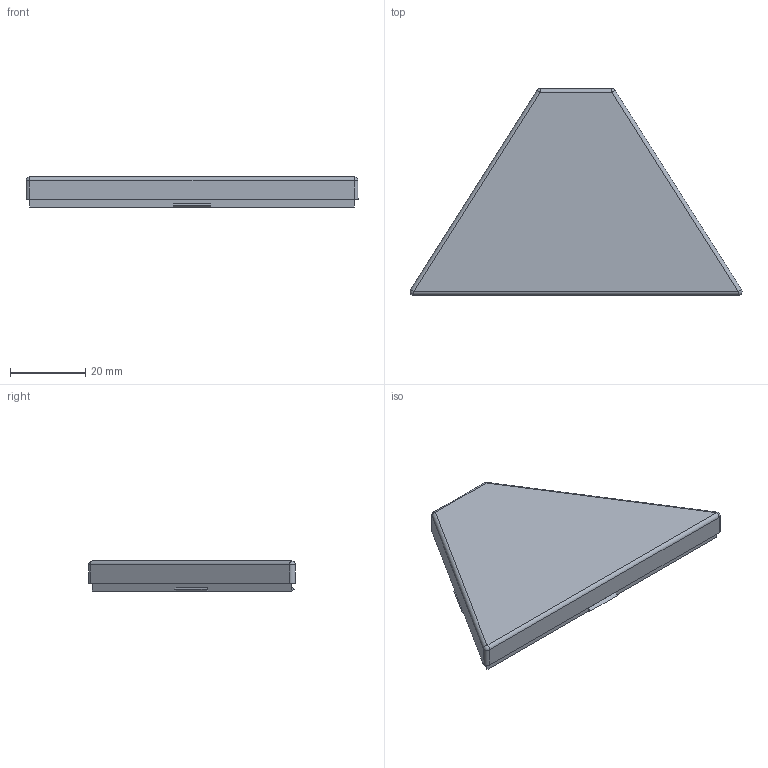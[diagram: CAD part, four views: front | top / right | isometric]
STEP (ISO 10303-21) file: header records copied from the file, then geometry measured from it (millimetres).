
FILE_DESCRIPTION((''),'2;1');
FILE_NAME('PRT00011111','2020-01-11T',('3D'),(''),'PRO/ENGINEER BY PARAMETRIC TECHNOLOGY CORPORATION, 2008380','PRO/ENGINEER BY PARAMETRIC TECHNOLOGY CORPORATION, 2008380','');
FILE_SCHEMA(('CONFIG_CONTROL_DESIGN'));
Length unit declared in the file: millimetre
Products named in the file (1): PRT00011111
Bounding box: 88.36 x 55 x 8 mm (x, y, z)
Volume: 8314 mm3; surface area: 9202.6 mm2
Topology: 1 solids, 1 shells, 40 faces, 90 edges, 54 vertices
Faces by surface type: plane 28, cylinder 8, sphere 4
Entity records: 1124 total; most frequent: DIRECTION 186, CARTESIAN_POINT 184, ORIENTED_EDGE 180, EDGE_CURVE 90, VECTOR 74, LINE 74, AXIS2_PLACEMENT_3D 56, VERTEX_POINT 54
